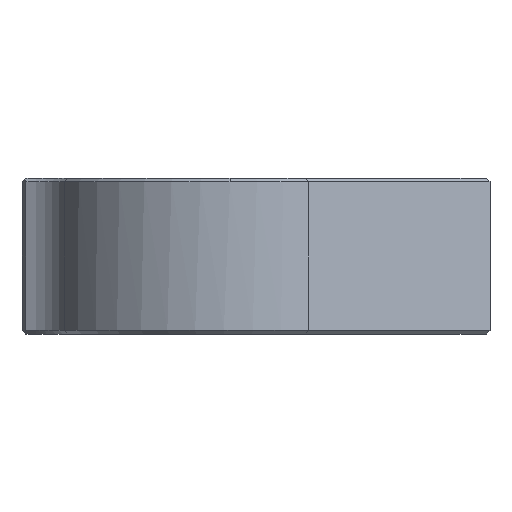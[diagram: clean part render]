
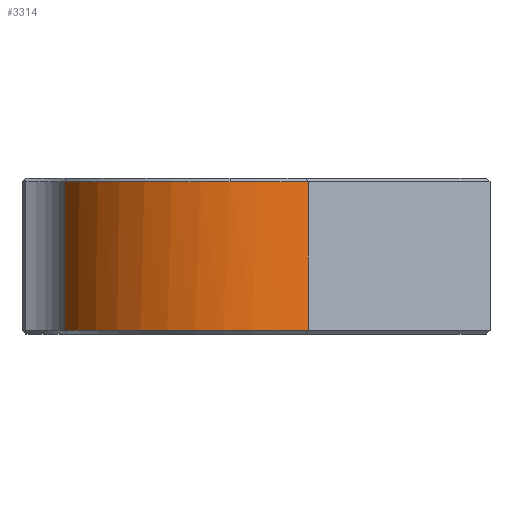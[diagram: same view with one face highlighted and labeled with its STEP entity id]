
A CAD part, left-side view. The second image highlights one B-rep face of the part: STEP entity #3314.
In plain terms, the highlighted cylindrical face has radius 14 mm (diameter 28 mm), a partial arc.
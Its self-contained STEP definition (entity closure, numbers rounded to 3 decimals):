
#148 = CARTESIAN_POINT ( 'NONE',  ( -5.765, 12.758, -0.3 ) ) ;
#310 = ORIENTED_EDGE ( 'NONE', *, *, #8933, .T. ) ;
#673 = DIRECTION ( 'NONE',  ( 1., 0., 0. ) ) ;
#1251 = VERTEX_POINT ( 'NONE', #3615 ) ;
#1334 = EDGE_CURVE ( 'NONE', #10534, #9228, #7628, .T. ) ;
#1427 = CARTESIAN_POINT ( 'NONE',  ( 0., 0., -11.7 ) ) ;
#1513 = DIRECTION ( 'NONE',  ( 0., 0., 1. ) ) ;
#1524 = VECTOR ( 'NONE', #1513, 1000. ) ;
#1621 = EDGE_CURVE ( 'NONE', #9228, #1251, #2405, .T. ) ;
#2009 = DIRECTION ( 'NONE',  ( -1., 0., 0. ) ) ;
#2383 = CARTESIAN_POINT ( 'NONE',  ( -12.646, -6.006, -12. ) ) ;
#2405 = CIRCLE ( 'NONE', #9030, 14. ) ;
#2439 = VERTEX_POINT ( 'NONE', #9020 ) ;
#2651 = VECTOR ( 'NONE', #10640, 1000. ) ;
#3314 = ADVANCED_FACE ( 'NONE', ( #4666 ), #4414, .T. ) ;
#3355 = EDGE_CURVE ( 'NONE', #2439, #10534, #4861, .T. ) ;
#3362 = CARTESIAN_POINT ( 'NONE',  ( -12.646, -6.006, -0.3 ) ) ;
#3615 = CARTESIAN_POINT ( 'NONE',  ( -14., 0., -0.3 ) ) ;
#3925 = DIRECTION ( 'NONE',  ( 0., 0., -1. ) ) ;
#4363 = AXIS2_PLACEMENT_3D ( 'NONE', #8870, #3925, #8092 ) ;
#4414 = CYLINDRICAL_SURFACE ( 'NONE', #7699, 14. ) ;
#4666 = FACE_OUTER_BOUND ( 'NONE', #5527, .T. ) ;
#4861 = CIRCLE ( 'NONE', #8607, 14. ) ;
#4881 = DIRECTION ( 'NONE',  ( 0., 0., 1. ) ) ;
#5400 = CARTESIAN_POINT ( 'NONE',  ( 0., 0., -0.3 ) ) ;
#5527 = EDGE_LOOP ( 'NONE', ( #6737, #7972, #6480, #310, #8834 ) ) ;
#5619 = DIRECTION ( 'NONE',  ( 0., 0., 1. ) ) ;
#5706 = LINE ( 'NONE', #9712, #2651 ) ;
#5840 = DIRECTION ( 'NONE',  ( -1., 0., 0. ) ) ;
#6032 = VERTEX_POINT ( 'NONE', #148 ) ;
#6480 = ORIENTED_EDGE ( 'NONE', *, *, #6750, .T. ) ;
#6737 = ORIENTED_EDGE ( 'NONE', *, *, #1334, .T. ) ;
#6750 = EDGE_CURVE ( 'NONE', #1251, #6032, #8823, .T. ) ;
#7628 = LINE ( 'NONE', #2383, #1524 ) ;
#7699 = AXIS2_PLACEMENT_3D ( 'NONE', #10662, #5619, #673 ) ;
#7972 = ORIENTED_EDGE ( 'NONE', *, *, #1621, .T. ) ;
#8092 = DIRECTION ( 'NONE',  ( -1., 0., 0. ) ) ;
#8586 = DIRECTION ( 'NONE',  ( 0., 0., -1. ) ) ;
#8607 = AXIS2_PLACEMENT_3D ( 'NONE', #1427, #4881, #5840 ) ;
#8823 = CIRCLE ( 'NONE', #4363, 14. ) ;
#8834 = ORIENTED_EDGE ( 'NONE', *, *, #3355, .T. ) ;
#8870 = CARTESIAN_POINT ( 'NONE',  ( 0., 0., -0.3 ) ) ;
#8933 = EDGE_CURVE ( 'NONE', #6032, #2439, #5706, .T. ) ;
#9020 = CARTESIAN_POINT ( 'NONE',  ( -5.765, 12.758, -11.7 ) ) ;
#9030 = AXIS2_PLACEMENT_3D ( 'NONE', #5400, #8586, #2009 ) ;
#9228 = VERTEX_POINT ( 'NONE', #3362 ) ;
#9360 = CARTESIAN_POINT ( 'NONE',  ( -12.646, -6.006, -11.7 ) ) ;
#9712 = CARTESIAN_POINT ( 'NONE',  ( -5.765, 12.758, -12. ) ) ;
#10534 = VERTEX_POINT ( 'NONE', #9360 ) ;
#10640 = DIRECTION ( 'NONE',  ( 0., 0., -1. ) ) ;
#10662 = CARTESIAN_POINT ( 'NONE',  ( 0., 0., -12. ) ) ;
